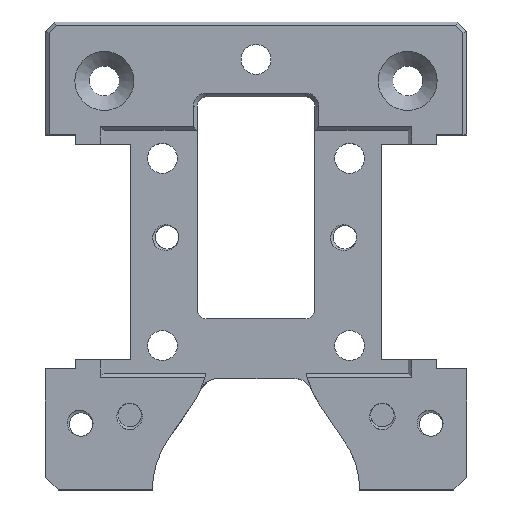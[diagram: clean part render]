
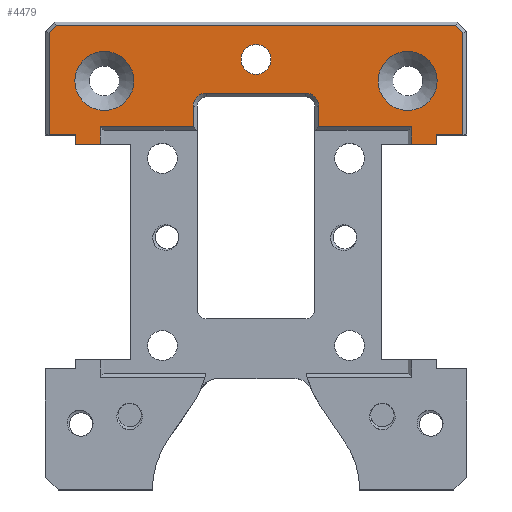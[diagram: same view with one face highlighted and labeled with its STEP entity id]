
A CAD part, top view. The second image highlights one B-rep face of the part: STEP entity #4479.
In plain terms, the highlighted planar face has unit normal (0, 0, 1).
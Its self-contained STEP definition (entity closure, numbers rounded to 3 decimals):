
#57=FACE_BOUND('',#519,.T.);
#58=FACE_BOUND('',#520,.T.);
#59=FACE_BOUND('',#521,.T.);
#89=PLANE('',#4765);
#272=FACE_OUTER_BOUND('',#518,.T.);
#518=EDGE_LOOP('',(#3292,#3293,#3294,#3295,#3296,#3297,#3298,#3299,#3300,
#3301,#3302,#3303,#3304,#3305,#3306,#3307,#3308,#3309,#3310,#3311));
#519=EDGE_LOOP('',(#3312));
#520=EDGE_LOOP('',(#3313));
#521=EDGE_LOOP('',(#3314));
#982=CIRCLE('',#4766,1.4);
#983=CIRCLE('',#4767,1.4);
#984=CIRCLE('',#4768,1.6);
#985=CIRCLE('',#4769,3.15);
#986=CIRCLE('',#4770,3.15);
#1138=LINE('',#9513,#1472);
#1140=LINE('',#9517,#1474);
#1143=LINE('',#9523,#1477);
#1147=LINE('',#9531,#1481);
#1149=LINE('',#9535,#1483);
#1152=LINE('',#9541,#1486);
#1155=LINE('',#9547,#1489);
#1156=LINE('',#9549,#1490);
#1157=LINE('',#9551,#1491);
#1158=LINE('',#9553,#1492);
#1159=LINE('',#9555,#1493);
#1160=LINE('',#9557,#1494);
#1161=LINE('',#9561,#1495);
#1162=LINE('',#9565,#1496);
#1163=LINE('',#9567,#1497);
#1164=LINE('',#9569,#1498);
#1165=LINE('',#9571,#1499);
#1166=LINE('',#9572,#1500);
#1472=VECTOR('',#5301,10.);
#1474=VECTOR('',#5305,10.);
#1477=VECTOR('',#5310,10.);
#1481=VECTOR('',#5316,10.);
#1483=VECTOR('',#5320,10.);
#1486=VECTOR('',#5325,10.);
#1489=VECTOR('',#5330,10.);
#1490=VECTOR('',#5331,10.);
#1491=VECTOR('',#5332,10.);
#1492=VECTOR('',#5333,10.);
#1493=VECTOR('',#5334,10.);
#1494=VECTOR('',#5335,10.);
#1495=VECTOR('',#5338,10.);
#1496=VECTOR('',#5341,10.);
#1497=VECTOR('',#5342,10.);
#1498=VECTOR('',#5343,10.);
#1499=VECTOR('',#5344,10.);
#1500=VECTOR('',#5345,10.);
#1960=VERTEX_POINT('',#9510);
#1961=VERTEX_POINT('',#9512);
#1962=VERTEX_POINT('',#9516);
#1964=VERTEX_POINT('',#9522);
#1967=VERTEX_POINT('',#9530);
#1968=VERTEX_POINT('',#9534);
#1970=VERTEX_POINT('',#9540);
#1972=VERTEX_POINT('',#9546);
#1973=VERTEX_POINT('',#9548);
#1974=VERTEX_POINT('',#9550);
#1975=VERTEX_POINT('',#9552);
#1976=VERTEX_POINT('',#9554);
#1977=VERTEX_POINT('',#9556);
#1978=VERTEX_POINT('',#9558);
#1979=VERTEX_POINT('',#9560);
#1980=VERTEX_POINT('',#9562);
#1981=VERTEX_POINT('',#9564);
#1982=VERTEX_POINT('',#9566);
#1983=VERTEX_POINT('',#9568);
#1984=VERTEX_POINT('',#9570);
#1985=VERTEX_POINT('',#9573);
#1986=VERTEX_POINT('',#9575);
#1987=VERTEX_POINT('',#9577);
#2494=EDGE_CURVE('',#1960,#1961,#1138,.T.);
#2496=EDGE_CURVE('',#1961,#1962,#1140,.T.);
#2499=EDGE_CURVE('',#1962,#1964,#1143,.T.);
#2503=EDGE_CURVE('',#1964,#1967,#1147,.T.);
#2505=EDGE_CURVE('',#1967,#1968,#1149,.T.);
#2508=EDGE_CURVE('',#1970,#1968,#1152,.T.);
#2511=EDGE_CURVE('',#1960,#1972,#1155,.T.);
#2512=EDGE_CURVE('',#1972,#1973,#1156,.T.);
#2513=EDGE_CURVE('',#1973,#1974,#1157,.T.);
#2514=EDGE_CURVE('',#1975,#1974,#1158,.T.);
#2515=EDGE_CURVE('',#1976,#1975,#1159,.T.);
#2516=EDGE_CURVE('',#1977,#1976,#1160,.T.);
#2517=EDGE_CURVE('',#1978,#1977,#982,.T.);
#2518=EDGE_CURVE('',#1979,#1978,#1161,.T.);
#2519=EDGE_CURVE('',#1980,#1979,#983,.T.);
#2520=EDGE_CURVE('',#1981,#1980,#1162,.T.);
#2521=EDGE_CURVE('',#1982,#1981,#1163,.T.);
#2522=EDGE_CURVE('',#1983,#1982,#1164,.T.);
#2523=EDGE_CURVE('',#1983,#1984,#1165,.T.);
#2524=EDGE_CURVE('',#1984,#1970,#1166,.T.);
#2525=EDGE_CURVE('',#1985,#1985,#984,.T.);
#2526=EDGE_CURVE('',#1986,#1986,#985,.T.);
#2527=EDGE_CURVE('',#1987,#1987,#986,.T.);
#3292=ORIENTED_EDGE('',*,*,#2505,.F.);
#3293=ORIENTED_EDGE('',*,*,#2503,.F.);
#3294=ORIENTED_EDGE('',*,*,#2499,.F.);
#3295=ORIENTED_EDGE('',*,*,#2496,.F.);
#3296=ORIENTED_EDGE('',*,*,#2494,.F.);
#3297=ORIENTED_EDGE('',*,*,#2511,.T.);
#3298=ORIENTED_EDGE('',*,*,#2512,.T.);
#3299=ORIENTED_EDGE('',*,*,#2513,.T.);
#3300=ORIENTED_EDGE('',*,*,#2514,.F.);
#3301=ORIENTED_EDGE('',*,*,#2515,.F.);
#3302=ORIENTED_EDGE('',*,*,#2516,.F.);
#3303=ORIENTED_EDGE('',*,*,#2517,.F.);
#3304=ORIENTED_EDGE('',*,*,#2518,.F.);
#3305=ORIENTED_EDGE('',*,*,#2519,.F.);
#3306=ORIENTED_EDGE('',*,*,#2520,.F.);
#3307=ORIENTED_EDGE('',*,*,#2521,.F.);
#3308=ORIENTED_EDGE('',*,*,#2522,.F.);
#3309=ORIENTED_EDGE('',*,*,#2523,.T.);
#3310=ORIENTED_EDGE('',*,*,#2524,.T.);
#3311=ORIENTED_EDGE('',*,*,#2508,.T.);
#3312=ORIENTED_EDGE('',*,*,#2525,.T.);
#3313=ORIENTED_EDGE('',*,*,#2526,.T.);
#3314=ORIENTED_EDGE('',*,*,#2527,.T.);
#4479=ADVANCED_FACE('',(#272,#57,#58,#59),#89,.T.);
#4765=AXIS2_PLACEMENT_3D('',#9545,#5328,#5329);
#4766=AXIS2_PLACEMENT_3D('',#9559,#5336,#5337);
#4767=AXIS2_PLACEMENT_3D('',#9563,#5339,#5340);
#4768=AXIS2_PLACEMENT_3D('',#9574,#5346,#5347);
#4769=AXIS2_PLACEMENT_3D('',#9576,#5348,#5349);
#4770=AXIS2_PLACEMENT_3D('',#9578,#5350,#5351);
#5301=DIRECTION('',(0.,1.,0.));
#5305=DIRECTION('',(0.707,0.707,0.));
#5310=DIRECTION('',(1.,0.,0.));
#5316=DIRECTION('',(0.707,-0.707,0.));
#5320=DIRECTION('',(0.,-1.,0.));
#5325=DIRECTION('',(1.,0.,0.));
#5328=DIRECTION('center_axis',(0.,0.,1.));
#5329=DIRECTION('ref_axis',(-1.,0.,0.));
#5330=DIRECTION('',(1.,0.,0.));
#5331=DIRECTION('',(0.,-1.,0.));
#5332=DIRECTION('',(1.,0.,0.));
#5333=DIRECTION('',(0.,-1.,0.));
#5334=DIRECTION('',(-1.,0.,0.));
#5335=DIRECTION('',(0.,-1.,0.));
#5336=DIRECTION('center_axis',(0.,0.,1.));
#5337=DIRECTION('ref_axis',(0.,1.,0.));
#5338=DIRECTION('',(-1.,0.,0.));
#5339=DIRECTION('center_axis',(0.,0.,1.));
#5340=DIRECTION('ref_axis',(1.,0.,0.));
#5341=DIRECTION('',(0.,1.,0.));
#5342=DIRECTION('',(-1.,0.,0.));
#5343=DIRECTION('',(0.,1.,0.));
#5344=DIRECTION('',(1.,0.,0.));
#5345=DIRECTION('',(0.,1.,0.));
#5346=DIRECTION('center_axis',(0.,0.,-1.));
#5347=DIRECTION('ref_axis',(-1.,0.,0.));
#5348=DIRECTION('center_axis',(0.,0.,-1.));
#5349=DIRECTION('ref_axis',(1.,0.,0.));
#5350=DIRECTION('center_axis',(0.,0.,-1.));
#5351=DIRECTION('ref_axis',(1.,0.,0.));
#9510=CARTESIAN_POINT('',(0.4,37.925,4.8));
#9512=CARTESIAN_POINT('',(0.4,48.834,4.8));
#9513=CARTESIAN_POINT('',(0.4,46.731,4.8));
#9516=CARTESIAN_POINT('',(1.166,49.6,4.8));
#9517=CARTESIAN_POINT('',(4.774,53.208,4.8));
#9522=CARTESIAN_POINT('',(43.834,49.6,4.8));
#9523=CARTESIAN_POINT('',(33.75,49.6,4.8));
#9530=CARTESIAN_POINT('',(44.6,48.834,4.8));
#9531=CARTESIAN_POINT('',(40.226,53.208,4.8));
#9534=CARTESIAN_POINT('',(44.6,37.925,4.8));
#9535=CARTESIAN_POINT('',(44.6,40.694,4.8));
#9540=CARTESIAN_POINT('',(41.75,37.925,4.8));
#9541=CARTESIAN_POINT('',(45.,37.925,4.8));
#9545=CARTESIAN_POINT('Origin',(22.5,43.463,4.8));
#9546=CARTESIAN_POINT('',(3.25,37.925,4.8));
#9547=CARTESIAN_POINT('',(3.25,37.925,4.8));
#9548=CARTESIAN_POINT('',(3.25,36.925,4.8));
#9549=CARTESIAN_POINT('',(3.25,36.925,4.8));
#9550=CARTESIAN_POINT('',(5.85,36.925,4.8));
#9551=CARTESIAN_POINT('',(3.25,36.925,4.8));
#9552=CARTESIAN_POINT('',(5.85,38.825,4.8));
#9553=CARTESIAN_POINT('',(5.85,40.194,4.8));
#9554=CARTESIAN_POINT('',(15.8,38.825,4.8));
#9555=CARTESIAN_POINT('',(14.375,38.825,4.8));
#9556=CARTESIAN_POINT('',(15.8,41.,4.8));
#9557=CARTESIAN_POINT('',(15.8,31.381,4.8));
#9558=CARTESIAN_POINT('',(17.2,42.4,4.8));
#9559=CARTESIAN_POINT('Origin',(17.2,41.,4.8));
#9560=CARTESIAN_POINT('',(27.8,42.4,4.8));
#9561=CARTESIAN_POINT('',(19.85,42.4,4.8));
#9562=CARTESIAN_POINT('',(29.2,41.,4.8));
#9563=CARTESIAN_POINT('Origin',(27.8,41.,4.8));
#9564=CARTESIAN_POINT('',(29.2,38.825,4.8));
#9565=CARTESIAN_POINT('',(29.2,42.231,4.8));
#9566=CARTESIAN_POINT('',(39.15,38.825,4.8));
#9567=CARTESIAN_POINT('',(25.65,38.825,4.8));
#9568=CARTESIAN_POINT('',(39.15,36.925,4.8));
#9569=CARTESIAN_POINT('',(39.15,40.944,4.8));
#9570=CARTESIAN_POINT('',(41.75,36.925,4.8));
#9571=CARTESIAN_POINT('',(41.75,36.925,4.8));
#9572=CARTESIAN_POINT('',(41.75,37.925,4.8));
#9573=CARTESIAN_POINT('',(24.1,46.,4.8));
#9574=CARTESIAN_POINT('Origin',(22.5,46.,4.8));
#9575=CARTESIAN_POINT('',(3.145,43.7,4.8));
#9576=CARTESIAN_POINT('Origin',(6.295,43.7,4.8));
#9577=CARTESIAN_POINT('',(35.555,43.7,4.8));
#9578=CARTESIAN_POINT('Origin',(38.705,43.7,4.8));
